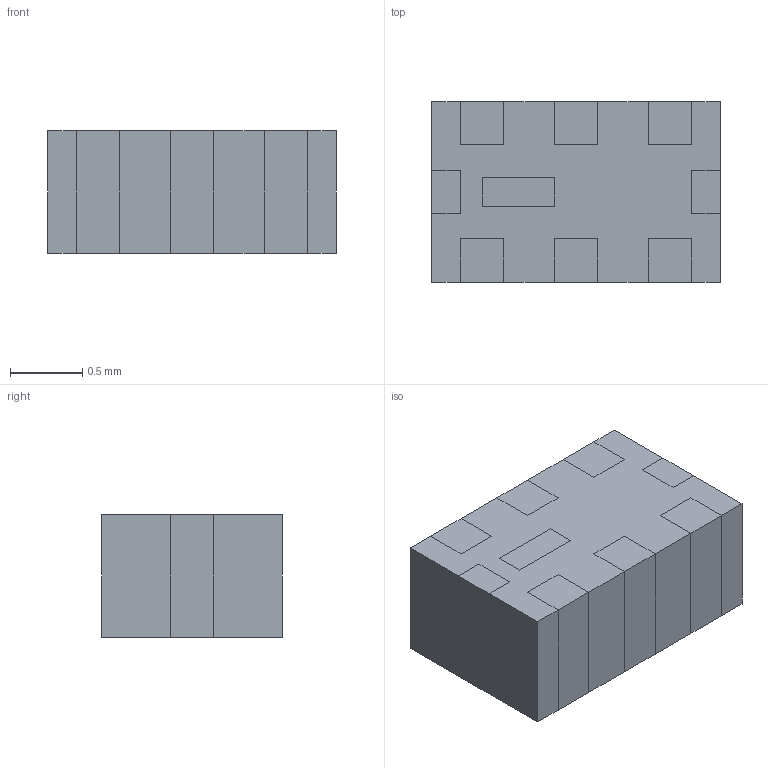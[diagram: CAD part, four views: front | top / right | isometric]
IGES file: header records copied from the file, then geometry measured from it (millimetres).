
Start section: Comment
Global section: file name: 748111009.igs; native system:  By UGS Corp.; preprocessor: XPlus GENERIC/IGES 3.0; author: Author; organization: Title; date: 20080813.110855; units: inch
Bounding box: 2 x 1.25 x 0.85 mm (x, y, z)
Surface area: 24.5 mm2 (no closed solid volume)
Topology: 0 solids, 0 shells, 96 faces, 456 edges, 456 vertices
Faces by surface type: bspline 96
